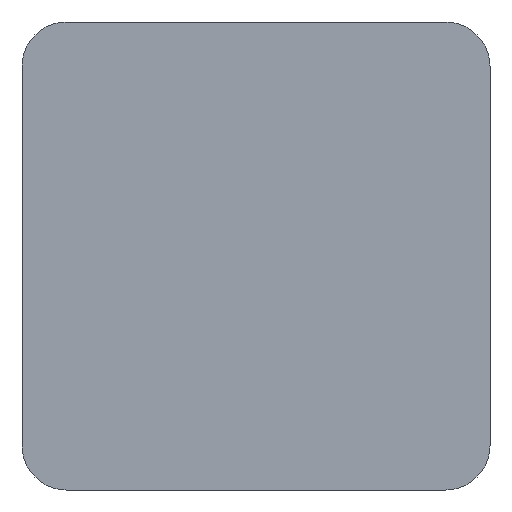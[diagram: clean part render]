
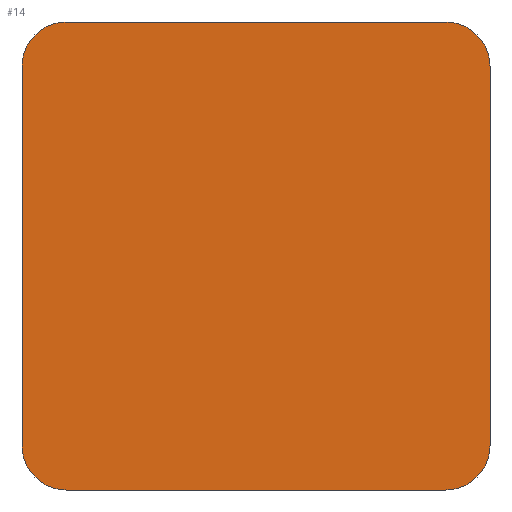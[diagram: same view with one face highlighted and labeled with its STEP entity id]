
A CAD part, left-side view. The second image highlights one B-rep face of the part: STEP entity #14.
In plain terms, the highlighted planar face has unit normal (-1, 0, 0).
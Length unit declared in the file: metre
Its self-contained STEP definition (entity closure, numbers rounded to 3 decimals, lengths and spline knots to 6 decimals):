
#2 = DIRECTION ( 'NONE',  ( 0., 1., 0. ) ) ;
#6 = CARTESIAN_POINT ( 'NONE',  ( 0., -0.019978, -0.019978 ) ) ;
#14 = ADVANCED_FACE ( 'NONE', ( #107 ), #423, .F. ) ;
#21 = AXIS2_PLACEMENT_3D ( 'NONE', #564, #99, #521 ) ;
#22 = CARTESIAN_POINT ( 'NONE',  ( 0., -0.01715, 0.02115 ) ) ;
#30 = EDGE_CURVE ( 'NONE', #611, #144, #216, .T. ) ;
#35 = AXIS2_PLACEMENT_3D ( 'NONE', #202, #47, #626 ) ;
#44 = DIRECTION ( 'NONE',  ( 0., -0.707, 0.707 ) ) ;
#47 = DIRECTION ( 'NONE',  ( 1., 0., 0. ) ) ;
#53 = CARTESIAN_POINT ( 'NONE',  ( 0., 0.01715, -0.02115 ) ) ;
#55 = CARTESIAN_POINT ( 'NONE',  ( 0., 0.02115, -0.01715 ) ) ;
#61 = DIRECTION ( 'NONE',  ( 0., 0.707, -0.707 ) ) ;
#68 = CARTESIAN_POINT ( 'NONE',  ( 0., 0.02115, 0.01715 ) ) ;
#72 = VERTEX_POINT ( 'NONE', #530 ) ;
#74 = DIRECTION ( 'NONE',  ( 1., 0., 0. ) ) ;
#77 = VECTOR ( 'NONE', #464, 1. ) ;
#79 = EDGE_CURVE ( 'NONE', #554, #431, #457, .T. ) ;
#89 = EDGE_CURVE ( 'NONE', #301, #72, #209, .T. ) ;
#99 = DIRECTION ( 'NONE',  ( 1., 0., 0. ) ) ;
#104 = CARTESIAN_POINT ( 'NONE',  ( 0., -0.02115, 0.01715 ) ) ;
#106 = DIRECTION ( 'NONE',  ( 1., 0., 0. ) ) ;
#107 = FACE_OUTER_BOUND ( 'NONE', #314, .T. ) ;
#115 = EDGE_CURVE ( 'NONE', #431, #493, #294, .T. ) ;
#125 = CARTESIAN_POINT ( 'NONE',  ( 0., -0.02115, -0.02115 ) ) ;
#129 = VERTEX_POINT ( 'NONE', #104 ) ;
#132 = CARTESIAN_POINT ( 'NONE',  ( 0., 0.02115, -0.02115 ) ) ;
#136 = VERTEX_POINT ( 'NONE', #313 ) ;
#139 = ORIENTED_EDGE ( 'NONE', *, *, #30, .F. ) ;
#144 = VERTEX_POINT ( 'NONE', #586 ) ;
#156 = AXIS2_PLACEMENT_3D ( 'NONE', #261, #106, #372 ) ;
#168 = CIRCLE ( 'NONE', #35, 0.004 ) ;
#177 = CARTESIAN_POINT ( 'NONE',  ( 0., 0.01715, 0.01715 ) ) ;
#178 = AXIS2_PLACEMENT_3D ( 'NONE', #474, #214, #61 ) ;
#183 = ORIENTED_EDGE ( 'NONE', *, *, #79, .F. ) ;
#190 = VERTEX_POINT ( 'NONE', #6 ) ;
#193 = DIRECTION ( 'NONE',  ( 1., 0., 0. ) ) ;
#197 = EDGE_CURVE ( 'NONE', #445, #554, #380, .T. ) ;
#200 = ORIENTED_EDGE ( 'NONE', *, *, #115, .F. ) ;
#202 = CARTESIAN_POINT ( 'NONE',  ( 0., -0.01715, -0.01715 ) ) ;
#205 = EDGE_CURVE ( 'NONE', #129, #458, #593, .T. ) ;
#209 = CIRCLE ( 'NONE', #341, 0.004 ) ;
#214 = DIRECTION ( 'NONE',  ( 1., 0., 0. ) ) ;
#215 = CARTESIAN_POINT ( 'NONE',  ( 0., 0.01715, 0.01715 ) ) ;
#216 = CIRCLE ( 'NONE', #504, 0.004 ) ;
#228 = EDGE_CURVE ( 'NONE', #72, #136, #663, .T. ) ;
#241 = CIRCLE ( 'NONE', #619, 0.004 ) ;
#256 = CARTESIAN_POINT ( 'NONE',  ( 0., 0., 0. ) ) ;
#261 = CARTESIAN_POINT ( 'NONE',  ( 0., -0.01715, -0.01715 ) ) ;
#294 = CIRCLE ( 'NONE', #21, 0.004 ) ;
#301 = VERTEX_POINT ( 'NONE', #68 ) ;
#305 = AXIS2_PLACEMENT_3D ( 'NONE', #177, #74, #430 ) ;
#313 = CARTESIAN_POINT ( 'NONE',  ( 0., 0.01715, 0.02115 ) ) ;
#314 = EDGE_LOOP ( 'NONE', ( #331, #559, #411, #139, #639, #342, #466, #631, #200, #183, #561, #540 ) ) ;
#317 = LINE ( 'NONE', #516, #77 ) ;
#331 = ORIENTED_EDGE ( 'NONE', *, *, #492, .F. ) ;
#337 = CARTESIAN_POINT ( 'NONE',  ( 0., -0.02115, 0.02115 ) ) ;
#340 = DIRECTION ( 'NONE',  ( 0., 0., 1. ) ) ;
#341 = AXIS2_PLACEMENT_3D ( 'NONE', #215, #629, #419 ) ;
#342 = ORIENTED_EDGE ( 'NONE', *, *, #228, .F. ) ;
#345 = EDGE_CURVE ( 'NONE', #144, #129, #241, .T. ) ;
#350 = CARTESIAN_POINT ( 'NONE',  ( 0., -0.01715, -0.02115 ) ) ;
#353 = CIRCLE ( 'NONE', #156, 0.004 ) ;
#357 = LINE ( 'NONE', #132, #527 ) ;
#370 = DIRECTION ( 'NONE',  ( 0., -0.707, 0.707 ) ) ;
#372 = DIRECTION ( 'NONE',  ( 0., -0.707, -0.707 ) ) ;
#373 = CARTESIAN_POINT ( 'NONE',  ( 0., -0.01715, 0.01715 ) ) ;
#375 = EDGE_CURVE ( 'NONE', #493, #301, #357, .T. ) ;
#380 = LINE ( 'NONE', #125, #469 ) ;
#390 = DIRECTION ( 'NONE',  ( 0., 1., 0. ) ) ;
#411 = ORIENTED_EDGE ( 'NONE', *, *, #345, .F. ) ;
#419 = DIRECTION ( 'NONE',  ( 0., 0.707, 0.707 ) ) ;
#423 = PLANE ( 'NONE',  #675 ) ;
#430 = DIRECTION ( 'NONE',  ( 0., 0.707, 0.707 ) ) ;
#431 = VERTEX_POINT ( 'NONE', #495 ) ;
#443 = CARTESIAN_POINT ( 'NONE',  ( 0., -0.01715, 0.01715 ) ) ;
#445 = VERTEX_POINT ( 'NONE', #350 ) ;
#457 = CIRCLE ( 'NONE', #178, 0.004 ) ;
#458 = VERTEX_POINT ( 'NONE', #549 ) ;
#460 = DIRECTION ( 'NONE',  ( 1., 0., 0. ) ) ;
#464 = DIRECTION ( 'NONE',  ( 0., -1., 0. ) ) ;
#466 = ORIENTED_EDGE ( 'NONE', *, *, #89, .F. ) ;
#469 = VECTOR ( 'NONE', #390, 1. ) ;
#474 = CARTESIAN_POINT ( 'NONE',  ( 0., 0.01715, -0.01715 ) ) ;
#479 = EDGE_CURVE ( 'NONE', #136, #611, #317, .T. ) ;
#492 = EDGE_CURVE ( 'NONE', #458, #190, #353, .T. ) ;
#493 = VERTEX_POINT ( 'NONE', #55 ) ;
#495 = CARTESIAN_POINT ( 'NONE',  ( 0., 0.019978, -0.019978 ) ) ;
#504 = AXIS2_PLACEMENT_3D ( 'NONE', #373, #460, #370 ) ;
#516 = CARTESIAN_POINT ( 'NONE',  ( 0., 0.02115, 0.02115 ) ) ;
#521 = DIRECTION ( 'NONE',  ( 0., 0.707, -0.707 ) ) ;
#525 = DIRECTION ( 'NONE',  ( 1., 0., 0. ) ) ;
#527 = VECTOR ( 'NONE', #340, 1. ) ;
#530 = CARTESIAN_POINT ( 'NONE',  ( 0., 0.019978, 0.019978 ) ) ;
#540 = ORIENTED_EDGE ( 'NONE', *, *, #592, .F. ) ;
#549 = CARTESIAN_POINT ( 'NONE',  ( 0., -0.02115, -0.01715 ) ) ;
#554 = VERTEX_POINT ( 'NONE', #53 ) ;
#559 = ORIENTED_EDGE ( 'NONE', *, *, #205, .F. ) ;
#561 = ORIENTED_EDGE ( 'NONE', *, *, #197, .F. ) ;
#564 = CARTESIAN_POINT ( 'NONE',  ( 0., 0.01715, -0.01715 ) ) ;
#586 = CARTESIAN_POINT ( 'NONE',  ( 0., -0.019978, 0.019978 ) ) ;
#592 = EDGE_CURVE ( 'NONE', #190, #445, #168, .T. ) ;
#593 = LINE ( 'NONE', #337, #650 ) ;
#611 = VERTEX_POINT ( 'NONE', #22 ) ;
#619 = AXIS2_PLACEMENT_3D ( 'NONE', #443, #193, #44 ) ;
#626 = DIRECTION ( 'NONE',  ( 0., -0.707, -0.707 ) ) ;
#629 = DIRECTION ( 'NONE',  ( 1., 0., 0. ) ) ;
#631 = ORIENTED_EDGE ( 'NONE', *, *, #375, .F. ) ;
#639 = ORIENTED_EDGE ( 'NONE', *, *, #479, .F. ) ;
#645 = DIRECTION ( 'NONE',  ( 0., 0., -1. ) ) ;
#650 = VECTOR ( 'NONE', #645, 1. ) ;
#663 = CIRCLE ( 'NONE', #305, 0.004 ) ;
#675 = AXIS2_PLACEMENT_3D ( 'NONE', #256, #525, #2 ) ;
